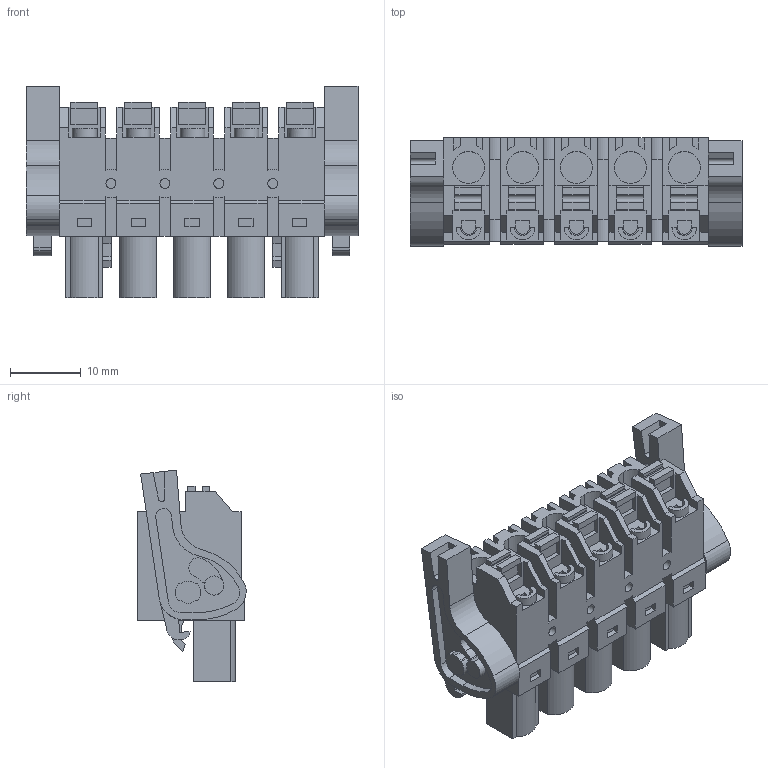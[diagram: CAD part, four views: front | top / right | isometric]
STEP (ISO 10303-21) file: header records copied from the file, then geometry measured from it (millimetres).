
FILE_DESCRIPTION(('CATIA V5 STEP Exchange','CAx-IF Rec.Pracs.--- Model Styling and Organization---1.2---2011-12-15'),'2;1');
FILE_NAME ('D1447633_0_1044020000_1044020000.stp','2017-04-08T10:38:16+00:00',('none'),('Weidmueller'),'CATIA Version 5-6 Release 2014','CATIA V5 STEP AP214','none');
FILE_SCHEMA(('AUTOMOTIVE_DESIGN { 1 0 10303 214 1 1 1 1 }'));
Length unit declared in the file: millimetre
Products named in the file (1): 1044020000
Bounding box: 46.92 x 15.31 x 29.96 mm (x, y, z)
Volume: 9929.7 mm3; surface area: 7667.5 mm2
Topology: 8 solids, 8 shells, 627 faces, 1748 edges, 1192 vertices
Faces by surface type: plane 464, cylinder 159, extrusion 4
Entity records: 18798 total; most frequent: CARTESIAN_POINT 3645, ORIENTED_EDGE 3496, DIRECTION 2448, EDGE_CURVE 1748, VECTOR 1342, LINE 1338, VERTEX_POINT 1192, AXIS2_PLACEMENT_3D 732
